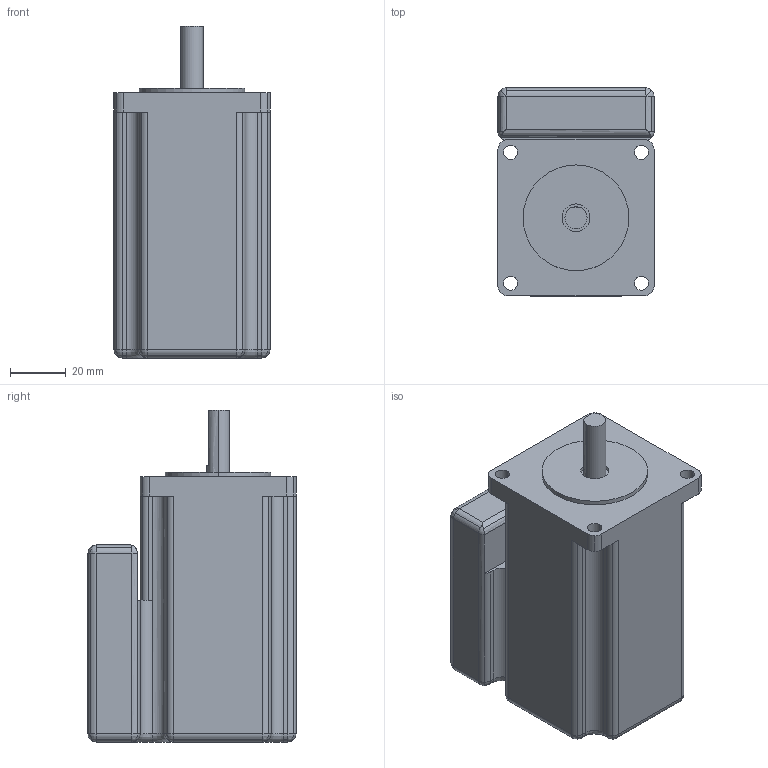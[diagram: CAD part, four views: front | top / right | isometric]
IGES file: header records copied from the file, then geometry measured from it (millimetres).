
Start section: 3D InterOp IGES (Version 21 0 3), Spatial Corp. Copyright (c) 1999-2007.
Global section: file name: export0.igs; native system: Spatial Corp.; preprocessor: 3D InterOp ACIS/IGES; author: Noname; organization: Noname; date: 20150601.150513; units: centimetre
Bounding box: 56.2 x 75 x 119.6 mm (x, y, z)
Surface area: 35861.9 mm2 (no closed solid volume)
Topology: 0 solids, 0 shells, 166 faces, 820 edges, 796 vertices
Faces by surface type: revolution 120, extrusion 46
